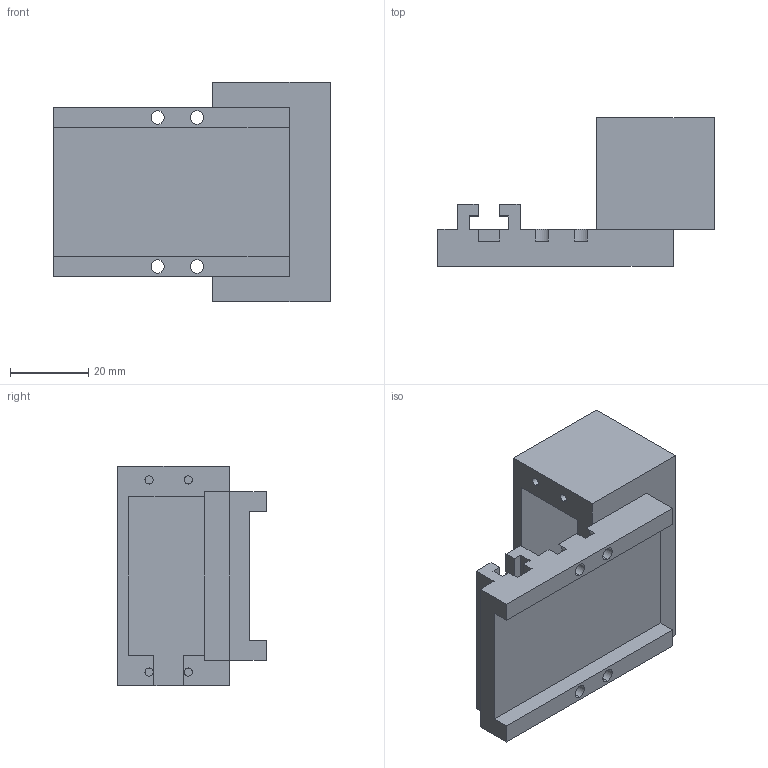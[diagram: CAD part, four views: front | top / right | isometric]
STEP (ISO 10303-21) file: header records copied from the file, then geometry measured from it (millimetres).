
FILE_DESCRIPTION (( 'STEP AP214' ), '1' );
FILE_NAME ('rack_mount_motor.STEP', '2025-07-28T05:30:06', ( '' ), ( '' ), 'SwSTEP 2.0', 'SolidWorks 2023', '' );
FILE_SCHEMA (( 'AUTOMOTIVE_DESIGN' ));
Length unit declared in the file: millimetre
Products named in the file (1): rack_mount_motor
Bounding box: 70.5 x 37.9 x 56 mm (x, y, z)
Volume: 39510.9 mm3; surface area: 20144.2 mm2
Topology: 1 solids, 1 shells, 70 faces, 190 edges, 126 vertices
Faces by surface type: plane 48, cylinder 22
Entity records: 2241 total; most frequent: CARTESIAN_POINT 387, ORIENTED_EDGE 380, DIRECTION 376, EDGE_CURVE 190, VECTOR 146, LINE 146, VERTEX_POINT 126, AXIS2_PLACEMENT_3D 115
